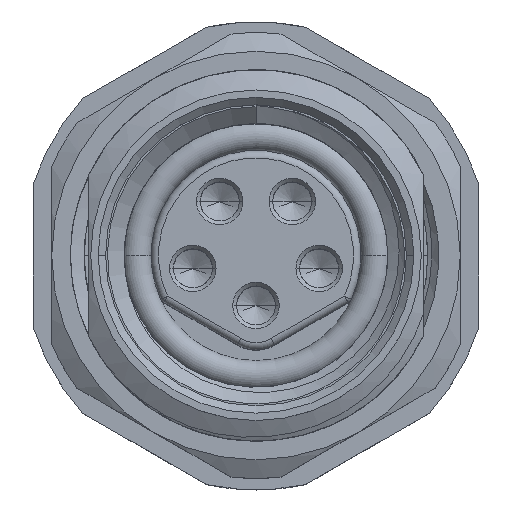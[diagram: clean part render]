
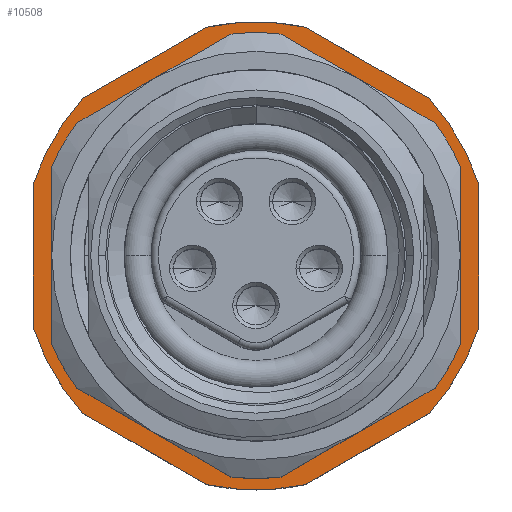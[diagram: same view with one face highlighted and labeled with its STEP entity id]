
A CAD part, top view. The second image highlights one B-rep face of the part: STEP entity #10508.
In plain terms, the highlighted planar face has unit normal (0, 0, 1).
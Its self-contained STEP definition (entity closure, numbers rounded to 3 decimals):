
#5053=CARTESIAN_POINT('',(0.,0.,-3.8));
#5054=DIRECTION('',(0.,0.,-1.));
#5055=DIRECTION('',(0.212,-0.977,0.));
#5056=AXIS2_PLACEMENT_3D('',#5053,#5054,#5055);
#5058=DIRECTION('',(-0.866,0.5,0.));
#5059=VECTOR('',#5058,3.842);
#5060=CARTESIAN_POINT('',(-1.336,-6.157,-3.8));
#5061=LINE('',#5060,#5059);
#5062=CARTESIAN_POINT('',(0.,0.,-3.8));
#5063=DIRECTION('',(0.,0.,-1.));
#5064=DIRECTION('',(-0.74,-0.672,0.));
#5065=AXIS2_PLACEMENT_3D('',#5062,#5063,#5064);
#5067=DIRECTION('',(0.,1.,0.));
#5068=VECTOR('',#5067,3.842);
#5069=CARTESIAN_POINT('',(-6.,-1.921,-3.8));
#5070=LINE('',#5069,#5068);
#5071=CARTESIAN_POINT('',(0.,0.,-3.8));
#5072=DIRECTION('',(0.,0.,-1.));
#5073=DIRECTION('',(-0.952,0.305,0.));
#5074=AXIS2_PLACEMENT_3D('',#5071,#5072,#5073);
#5076=DIRECTION('',(0.866,0.5,0.));
#5077=VECTOR('',#5076,3.842);
#5078=CARTESIAN_POINT('',(-4.664,4.236,-3.8));
#5079=LINE('',#5078,#5077);
#5080=CARTESIAN_POINT('',(0.,0.,-3.8));
#5081=DIRECTION('',(0.,0.,-1.));
#5082=DIRECTION('',(-0.212,0.977,0.));
#5083=AXIS2_PLACEMENT_3D('',#5080,#5081,#5082);
#5085=DIRECTION('',(0.866,-0.5,0.));
#5086=VECTOR('',#5085,3.842);
#5087=CARTESIAN_POINT('',(1.336,6.157,-3.8));
#5088=LINE('',#5087,#5086);
#5089=CARTESIAN_POINT('',(0.,0.,-3.8));
#5090=DIRECTION('',(0.,0.,-1.));
#5091=DIRECTION('',(0.74,0.672,0.));
#5092=AXIS2_PLACEMENT_3D('',#5089,#5090,#5091);
#5094=DIRECTION('',(0.,-1.,0.));
#5095=VECTOR('',#5094,3.842);
#5096=CARTESIAN_POINT('',(6.,1.921,-3.8));
#5097=LINE('',#5096,#5095);
#5098=CARTESIAN_POINT('',(0.,0.,-3.8));
#5099=DIRECTION('',(0.,0.,-1.));
#5100=DIRECTION('',(0.952,-0.305,0.));
#5101=AXIS2_PLACEMENT_3D('',#5098,#5099,#5100);
#5103=DIRECTION('',(-0.866,-0.5,0.));
#5104=VECTOR('',#5103,3.842);
#5105=CARTESIAN_POINT('',(4.664,-4.236,-3.8));
#5106=LINE('',#5105,#5104);
#5107=CARTESIAN_POINT('',(0.,0.,-3.8));
#5108=DIRECTION('',(0.,0.,1.));
#5109=DIRECTION('',(1.,0.,0.));
#5110=AXIS2_PLACEMENT_3D('',#5107,#5108,#5109);
#5112=CARTESIAN_POINT('',(0.,0.,-3.8));
#5113=DIRECTION('',(0.,0.,1.));
#5114=DIRECTION('',(-1.,0.,0.));
#5115=AXIS2_PLACEMENT_3D('',#5112,#5113,#5114);
#9257=CARTESIAN_POINT('',(1.336,-6.157,-3.8));
#9258=CARTESIAN_POINT('',(-1.336,-6.157,-3.8));
#9259=VERTEX_POINT('',#9257);
#9260=VERTEX_POINT('',#9258);
#9261=CARTESIAN_POINT('',(-4.664,-4.236,-3.8));
#9262=VERTEX_POINT('',#9261);
#9263=CARTESIAN_POINT('',(-6.,-1.921,-3.8));
#9264=VERTEX_POINT('',#9263);
#9265=CARTESIAN_POINT('',(-6.,1.921,-3.8));
#9266=VERTEX_POINT('',#9265);
#9267=CARTESIAN_POINT('',(-4.664,4.236,-3.8));
#9268=VERTEX_POINT('',#9267);
#9269=CARTESIAN_POINT('',(-1.336,6.157,-3.8));
#9270=VERTEX_POINT('',#9269);
#9271=CARTESIAN_POINT('',(1.336,6.157,-3.8));
#9272=VERTEX_POINT('',#9271);
#9273=CARTESIAN_POINT('',(4.664,4.236,-3.8));
#9274=VERTEX_POINT('',#9273);
#9275=CARTESIAN_POINT('',(6.,1.921,-3.8));
#9276=VERTEX_POINT('',#9275);
#9277=CARTESIAN_POINT('',(6.,-1.921,-3.8));
#9278=VERTEX_POINT('',#9277);
#9279=CARTESIAN_POINT('',(4.664,-4.236,-3.8));
#9280=VERTEX_POINT('',#9279);
#9297=CARTESIAN_POINT('',(4.7,0.,-3.8));
#9298=CARTESIAN_POINT('',(-4.7,0.,-3.8));
#9299=VERTEX_POINT('',#9297);
#9300=VERTEX_POINT('',#9298);
#10471=CARTESIAN_POINT('',(0.,0.,-3.8));
#10472=DIRECTION('',(0.,0.,-1.));
#10473=DIRECTION('',(1.,0.,0.));
#10474=AXIS2_PLACEMENT_3D('',#10471,#10472,#10473);
#10475=PLANE('',#10474);
#10477=ORIENTED_EDGE('',*,*,#10476,.T.);
#10479=ORIENTED_EDGE('',*,*,#10478,.T.);
#10481=ORIENTED_EDGE('',*,*,#10480,.T.);
#10483=ORIENTED_EDGE('',*,*,#10482,.T.);
#10485=ORIENTED_EDGE('',*,*,#10484,.T.);
#10487=ORIENTED_EDGE('',*,*,#10486,.T.);
#10489=ORIENTED_EDGE('',*,*,#10488,.T.);
#10491=ORIENTED_EDGE('',*,*,#10490,.T.);
#10493=ORIENTED_EDGE('',*,*,#10492,.T.);
#10495=ORIENTED_EDGE('',*,*,#10494,.T.);
#10497=ORIENTED_EDGE('',*,*,#10496,.T.);
#10499=ORIENTED_EDGE('',*,*,#10498,.T.);
#10500=EDGE_LOOP('',(#10477,#10479,#10481,#10483,#10485,#10487,#10489,#10491,
#10493,#10495,#10497,#10499));
#10501=FACE_OUTER_BOUND('',#10500,.F.);
#10503=ORIENTED_EDGE('',*,*,#10502,.T.);
#10505=ORIENTED_EDGE('',*,*,#10504,.T.);
#10506=EDGE_LOOP('',(#10503,#10505));
#10507=FACE_BOUND('',#10506,.F.);
#5057=CIRCLE('',#5056,6.3);
#5066=CIRCLE('',#5065,6.3);
#5075=CIRCLE('',#5074,6.3);
#5084=CIRCLE('',#5083,6.3);
#5093=CIRCLE('',#5092,6.3);
#5102=CIRCLE('',#5101,6.3);
#5111=CIRCLE('',#5110,4.7);
#5116=CIRCLE('',#5115,4.7);
#10476=EDGE_CURVE('',#9259,#9260,#5057,.T.);
#10478=EDGE_CURVE('',#9260,#9262,#5061,.T.);
#10480=EDGE_CURVE('',#9262,#9264,#5066,.T.);
#10482=EDGE_CURVE('',#9264,#9266,#5070,.T.);
#10484=EDGE_CURVE('',#9266,#9268,#5075,.T.);
#10486=EDGE_CURVE('',#9268,#9270,#5079,.T.);
#10488=EDGE_CURVE('',#9270,#9272,#5084,.T.);
#10490=EDGE_CURVE('',#9272,#9274,#5088,.T.);
#10492=EDGE_CURVE('',#9274,#9276,#5093,.T.);
#10494=EDGE_CURVE('',#9276,#9278,#5097,.T.);
#10496=EDGE_CURVE('',#9278,#9280,#5102,.T.);
#10498=EDGE_CURVE('',#9280,#9259,#5106,.T.);
#10502=EDGE_CURVE('',#9299,#9300,#5111,.T.);
#10504=EDGE_CURVE('',#9300,#9299,#5116,.T.);
#10508=ADVANCED_FACE('',(#10501,#10507),#10475,.F.);
